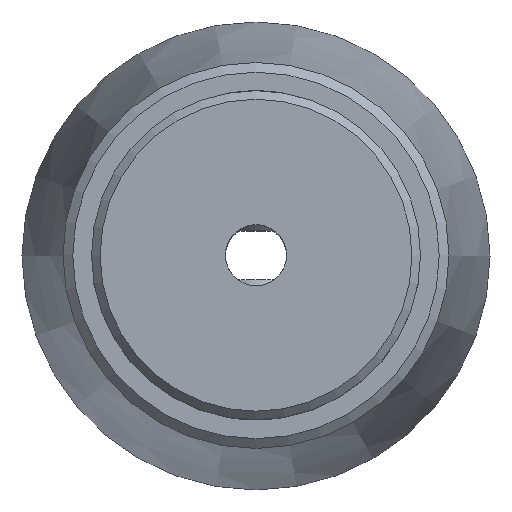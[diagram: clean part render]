
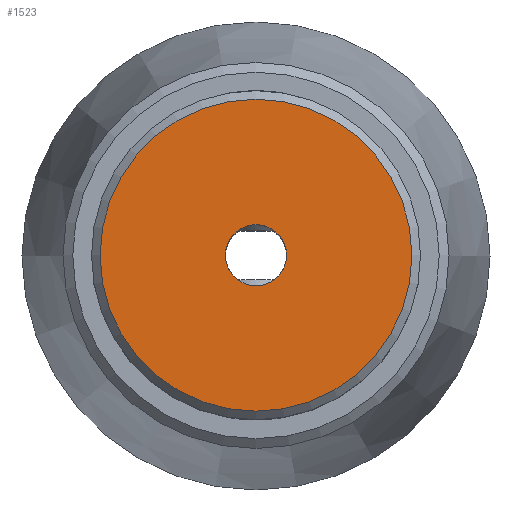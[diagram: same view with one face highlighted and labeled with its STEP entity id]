
A CAD part, top view. The second image highlights one B-rep face of the part: STEP entity #1523.
In plain terms, the highlighted planar face has unit normal (0, 0, 1).
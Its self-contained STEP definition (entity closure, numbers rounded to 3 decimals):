
#153=PLANE('',#1619);
#297=ORIENTED_EDGE('',*,*,#490,.T.);
#298=ORIENTED_EDGE('',*,*,#548,.T.);
#490=EDGE_CURVE('',#625,#625,#722,.T.);
#548=EDGE_CURVE('',#667,#667,#740,.F.);
#625=VERTEX_POINT('',#1996);
#667=VERTEX_POINT('',#2254);
#722=CIRCLE('',#1580,2.135);
#740=CIRCLE('',#1620,10.9);
#800=EDGE_LOOP('',(#297));
#801=EDGE_LOOP('',(#298));
#904=FACE_BOUND('',#800,.T.);
#905=FACE_BOUND('',#801,.T.);
#1523=ADVANCED_FACE('',(#904,#905),#153,.F.);
#1580=AXIS2_PLACEMENT_3D('',#1995,#1703,#1704);
#1619=AXIS2_PLACEMENT_3D('',#2252,#1799,#1800);
#1620=AXIS2_PLACEMENT_3D('',#2253,#1801,#1802);
#1703=DIRECTION('',(0.,0.,-1.));
#1704=DIRECTION('',(-1.,0.,0.));
#1799=DIRECTION('',(0.,0.,-1.));
#1800=DIRECTION('',(-1.,0.,0.));
#1801=DIRECTION('',(0.,0.,-1.));
#1802=DIRECTION('',(-1.,0.,0.));
#1995=CARTESIAN_POINT('',(0.,0.,40.5));
#1996=CARTESIAN_POINT('',(-2.135,0.,40.5));
#2252=CARTESIAN_POINT('',(11.5,0.,40.5));
#2253=CARTESIAN_POINT('',(0.,0.,40.5));
#2254=CARTESIAN_POINT('',(-10.9,0.,40.5));
